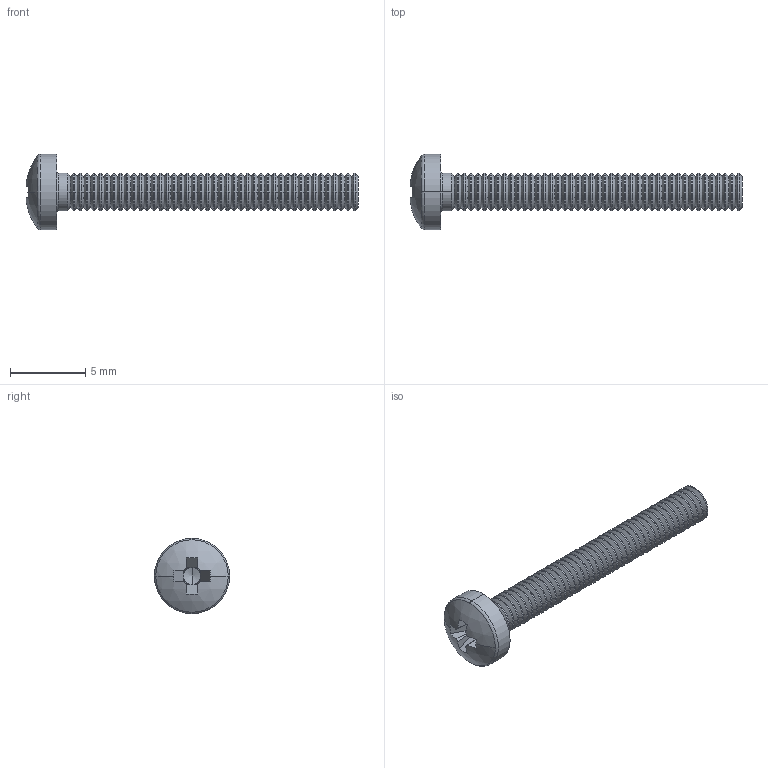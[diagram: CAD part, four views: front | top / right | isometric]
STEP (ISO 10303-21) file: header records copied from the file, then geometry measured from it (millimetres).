
FILE_DESCRIPTION (( 'STEP AP203' ), '1' );
FILE_NAME ('ISO 7045 - M2.5 x 20 - Z --- 20S_ISO 7045 - M2.5 x 20 - Z --- 20S_sldprt.STEP', '2018-07-08T08:08:48', ( '' ), ( '' ), 'SwSTEP 2.0', 'SolidWorks 2014', '' );
FILE_SCHEMA (( 'CONFIG_CONTROL_DESIGN' ));
Length unit declared in the file: millimetre
Products named in the file (1): ISO 7045 - M2.5 x 20 - Z --- 20S_ISO 7045 - M2.5 x 20 - Z --- 20S_sldprt
Bounding box: 22.05 x 5 x 5 mm (x, y, z)
Volume: 113.7 mm3; surface area: 292.2 mm2
Topology: 1 solids, 1 shells, 303 faces, 796 edges, 494 vertices
Faces by surface type: cone 185, cylinder 90, plane 22, torus 4, sphere 2
Entity records: 9555 total; most frequent: DIRECTION 1879, CARTESIAN_POINT 1631, ORIENTED_EDGE 1588, AXIS2_PLACEMENT_3D 794, EDGE_CURVE 794, VERTEX_POINT 494, CIRCLE 490, EDGE_LOOP 304
